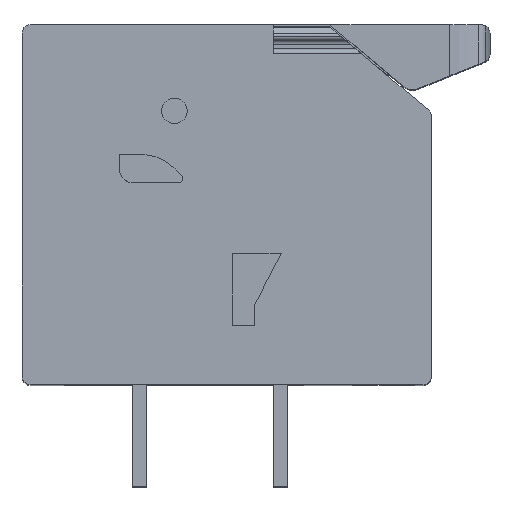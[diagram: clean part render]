
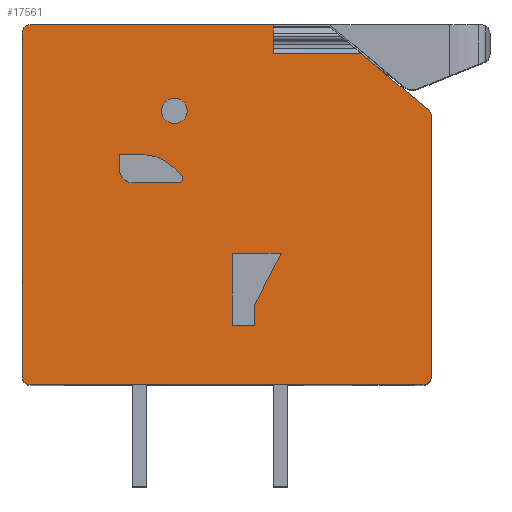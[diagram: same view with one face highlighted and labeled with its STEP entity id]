
A CAD part, top view. The second image highlights one B-rep face of the part: STEP entity #17561.
In plain terms, the highlighted planar face has unit normal (0, 0, 1).
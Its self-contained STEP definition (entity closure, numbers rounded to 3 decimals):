
#401=CIRCLE('',#18268,1.6);
#402=CIRCLE('',#18269,0.15);
#403=CIRCLE('',#18270,0.5);
#404=CIRCLE('',#18271,0.45);
#405=CIRCLE('',#18272,0.3);
#406=CIRCLE('',#18273,0.3);
#407=CIRCLE('',#18274,0.3);
#408=CIRCLE('',#18275,0.3);
#844=ORIENTED_EDGE('',*,*,#4736,.F.);
#845=ORIENTED_EDGE('',*,*,#4737,.F.);
#846=ORIENTED_EDGE('',*,*,#4738,.F.);
#847=ORIENTED_EDGE('',*,*,#4739,.F.);
#848=ORIENTED_EDGE('',*,*,#4740,.F.);
#849=ORIENTED_EDGE('',*,*,#4741,.F.);
#850=ORIENTED_EDGE('',*,*,#4742,.F.);
#851=ORIENTED_EDGE('',*,*,#4743,.F.);
#852=ORIENTED_EDGE('',*,*,#4744,.F.);
#853=ORIENTED_EDGE('',*,*,#4745,.T.);
#854=ORIENTED_EDGE('',*,*,#4746,.T.);
#855=ORIENTED_EDGE('',*,*,#4747,.T.);
#856=ORIENTED_EDGE('',*,*,#4748,.F.);
#857=ORIENTED_EDGE('',*,*,#4749,.T.);
#858=ORIENTED_EDGE('',*,*,#4750,.T.);
#859=ORIENTED_EDGE('',*,*,#4751,.T.);
#860=ORIENTED_EDGE('',*,*,#4752,.T.);
#861=ORIENTED_EDGE('',*,*,#4753,.T.);
#862=ORIENTED_EDGE('',*,*,#4754,.T.);
#863=ORIENTED_EDGE('',*,*,#4755,.T.);
#864=ORIENTED_EDGE('',*,*,#4756,.T.);
#865=ORIENTED_EDGE('',*,*,#4757,.T.);
#866=ORIENTED_EDGE('',*,*,#4758,.T.);
#867=ORIENTED_EDGE('',*,*,#4759,.F.);
#868=ORIENTED_EDGE('',*,*,#4760,.F.);
#869=ORIENTED_EDGE('',*,*,#4761,.F.);
#870=ORIENTED_EDGE('',*,*,#4762,.F.);
#871=ORIENTED_EDGE('',*,*,#4763,.F.);
#4736=EDGE_CURVE('',#6682,#6683,#7968,.T.);
#4737=EDGE_CURVE('',#6684,#6682,#7969,.T.);
#4738=EDGE_CURVE('',#6685,#6684,#401,.T.);
#4739=EDGE_CURVE('',#6686,#6685,#7970,.T.);
#4740=EDGE_CURVE('',#6687,#6686,#402,.T.);
#4741=EDGE_CURVE('',#6688,#6687,#7971,.T.);
#4742=EDGE_CURVE('',#6683,#6688,#403,.T.);
#4743=EDGE_CURVE('',#6689,#6689,#404,.T.);
#4744=EDGE_CURVE('',#6690,#6691,#7972,.T.);
#4745=EDGE_CURVE('',#6690,#6692,#7973,.T.);
#4746=EDGE_CURVE('',#6692,#6693,#7974,.T.);
#4747=EDGE_CURVE('',#6693,#6694,#7975,.T.);
#4748=EDGE_CURVE('',#6695,#6694,#7976,.T.);
#4749=EDGE_CURVE('',#6695,#6696,#7977,.T.);
#4750=EDGE_CURVE('',#6696,#6697,#7978,.T.);
#4751=EDGE_CURVE('',#6697,#6698,#405,.T.);
#4752=EDGE_CURVE('',#6698,#6699,#7979,.T.);
#4753=EDGE_CURVE('',#6699,#6700,#406,.T.);
#4754=EDGE_CURVE('',#6700,#6701,#7980,.T.);
#4755=EDGE_CURVE('',#6701,#6702,#407,.T.);
#4756=EDGE_CURVE('',#6702,#6703,#7981,.T.);
#4757=EDGE_CURVE('',#6703,#6704,#408,.T.);
#4758=EDGE_CURVE('',#6704,#6691,#7982,.T.);
#4759=EDGE_CURVE('',#6705,#6706,#7983,.T.);
#4760=EDGE_CURVE('',#6707,#6705,#7984,.T.);
#4761=EDGE_CURVE('',#6708,#6707,#7985,.T.);
#4762=EDGE_CURVE('',#6709,#6708,#7986,.T.);
#4763=EDGE_CURVE('',#6706,#6709,#7987,.T.);
#6682=VERTEX_POINT('',#23314);
#6683=VERTEX_POINT('',#23315);
#6684=VERTEX_POINT('',#23317);
#6685=VERTEX_POINT('',#23319);
#6686=VERTEX_POINT('',#23321);
#6687=VERTEX_POINT('',#23323);
#6688=VERTEX_POINT('',#23325);
#6689=VERTEX_POINT('',#23328);
#6690=VERTEX_POINT('',#23330);
#6691=VERTEX_POINT('',#23331);
#6692=VERTEX_POINT('',#23333);
#6693=VERTEX_POINT('',#23335);
#6694=VERTEX_POINT('',#23337);
#6695=VERTEX_POINT('',#23339);
#6696=VERTEX_POINT('',#23341);
#6697=VERTEX_POINT('',#23343);
#6698=VERTEX_POINT('',#23345);
#6699=VERTEX_POINT('',#23347);
#6700=VERTEX_POINT('',#23349);
#6701=VERTEX_POINT('',#23351);
#6702=VERTEX_POINT('',#23353);
#6703=VERTEX_POINT('',#23355);
#6704=VERTEX_POINT('',#23357);
#6705=VERTEX_POINT('',#23360);
#6706=VERTEX_POINT('',#23361);
#6707=VERTEX_POINT('',#23363);
#6708=VERTEX_POINT('',#23365);
#6709=VERTEX_POINT('',#23367);
#7968=LINE('',#23313,#9356);
#7969=LINE('',#23316,#9357);
#7970=LINE('',#23320,#9358);
#7971=LINE('',#23324,#9359);
#7972=LINE('',#23329,#9360);
#7973=LINE('',#23332,#9361);
#7974=LINE('',#23334,#9362);
#7975=LINE('',#23336,#9363);
#7976=LINE('',#23338,#9364);
#7977=LINE('',#23340,#9365);
#7978=LINE('',#23342,#9366);
#7979=LINE('',#23346,#9367);
#7980=LINE('',#23350,#9368);
#7981=LINE('',#23354,#9369);
#7982=LINE('',#23358,#9370);
#7983=LINE('',#23359,#9371);
#7984=LINE('',#23362,#9372);
#7985=LINE('',#23364,#9373);
#7986=LINE('',#23366,#9374);
#7987=LINE('',#23368,#9375);
#9356=VECTOR('',#19489,1000.);
#9357=VECTOR('',#19490,1000.);
#9358=VECTOR('',#19493,1000.);
#9359=VECTOR('',#19496,1000.);
#9360=VECTOR('',#19501,1000.);
#9361=VECTOR('',#19502,1000.);
#9362=VECTOR('',#19503,1000.);
#9363=VECTOR('',#19504,1000.);
#9364=VECTOR('',#19505,1000.);
#9365=VECTOR('',#19506,1000.);
#9366=VECTOR('',#19507,1000.);
#9367=VECTOR('',#19510,1000.);
#9368=VECTOR('',#19513,1000.);
#9369=VECTOR('',#19516,1000.);
#9370=VECTOR('',#19519,1000.);
#9371=VECTOR('',#19520,1000.);
#9372=VECTOR('',#19521,1000.);
#9373=VECTOR('',#19522,1000.);
#9374=VECTOR('',#19523,1000.);
#9375=VECTOR('',#19524,1000.);
#10744=EDGE_LOOP('',(#844,#845,#846,#847,#848,#849,#850));
#10745=EDGE_LOOP('',(#851));
#10746=EDGE_LOOP('',(#852,#853,#854,#855,#856,#857,#858,#859,#860,#861,
#862,#863,#864,#865,#866));
#10747=EDGE_LOOP('',(#867,#868,#869,#870,#871));
#11484=FACE_BOUND('',#10744,.T.);
#11485=FACE_BOUND('',#10745,.T.);
#11486=FACE_BOUND('',#10746,.T.);
#11487=FACE_BOUND('',#10747,.T.);
#12224=PLANE('',#18267);
#17561=ADVANCED_FACE('',(#11484,#11485,#11486,#11487),#12224,.T.);
#18267=AXIS2_PLACEMENT_3D('',#23312,#19487,#19488);
#18268=AXIS2_PLACEMENT_3D('',#23318,#19491,#19492);
#18269=AXIS2_PLACEMENT_3D('',#23322,#19494,#19495);
#18270=AXIS2_PLACEMENT_3D('',#23326,#19497,#19498);
#18271=AXIS2_PLACEMENT_3D('',#23327,#19499,#19500);
#18272=AXIS2_PLACEMENT_3D('',#23344,#19508,#19509);
#18273=AXIS2_PLACEMENT_3D('',#23348,#19511,#19512);
#18274=AXIS2_PLACEMENT_3D('',#23352,#19514,#19515);
#18275=AXIS2_PLACEMENT_3D('',#23356,#19517,#19518);
#19487=DIRECTION('',(0.,0.,1.));
#19488=DIRECTION('',(1.,0.,0.));
#19489=DIRECTION('',(0.,-1.,0.));
#19490=DIRECTION('',(-1.,0.,0.));
#19491=DIRECTION('',(0.,0.,1.));
#19492=DIRECTION('',(1.,0.,0.));
#19493=DIRECTION('',(-0.707,0.707,0.));
#19494=DIRECTION('',(0.,0.,1.));
#19495=DIRECTION('',(1.,0.,0.));
#19496=DIRECTION('',(1.,0.,0.));
#19497=DIRECTION('',(0.,0.,1.));
#19498=DIRECTION('',(1.,0.,0.));
#19499=DIRECTION('',(0.,0.,1.));
#19500=DIRECTION('',(1.,0.,0.));
#19501=DIRECTION('',(1.,0.,0.));
#19502=DIRECTION('',(0.,1.,0.));
#19503=DIRECTION('',(1.,0.,0.));
#19504=DIRECTION('',(-0.766,0.643,0.));
#19505=DIRECTION('',(1.,0.,0.));
#19506=DIRECTION('',(0.,1.,0.));
#19507=DIRECTION('',(-1.,0.,0.));
#19508=DIRECTION('',(0.,0.,1.));
#19509=DIRECTION('',(1.,0.,0.));
#19510=DIRECTION('',(0.,-1.,0.));
#19511=DIRECTION('',(0.,0.,1.));
#19512=DIRECTION('',(1.,0.,0.));
#19513=DIRECTION('',(1.,0.,0.));
#19514=DIRECTION('',(0.,0.,1.));
#19515=DIRECTION('',(1.,0.,0.));
#19516=DIRECTION('',(0.,1.,0.));
#19517=DIRECTION('',(0.,0.,1.));
#19518=DIRECTION('',(1.,0.,0.));
#19519=DIRECTION('',(-0.766,0.643,0.));
#19520=DIRECTION('',(0.,-1.,0.));
#19521=DIRECTION('',(-1.,0.,0.));
#19522=DIRECTION('',(0.461,0.888,0.));
#19523=DIRECTION('',(0.,1.,0.));
#19524=DIRECTION('',(1.,0.,0.));
#23312=CARTESIAN_POINT('',(-8.85,0.3,17.5));
#23313=CARTESIAN_POINT('',(-5.7,8.15,17.5));
#23314=CARTESIAN_POINT('',(-5.7,8.15,17.5));
#23315=CARTESIAN_POINT('',(-5.7,7.65,17.5));
#23316=CARTESIAN_POINT('',(-4.9,8.15,17.5));
#23317=CARTESIAN_POINT('',(-4.9,8.15,17.5));
#23318=CARTESIAN_POINT('',(-4.9,6.55,17.5));
#23319=CARTESIAN_POINT('',(-3.768,7.681,17.5));
#23320=CARTESIAN_POINT('',(-3.493,7.406,17.5));
#23321=CARTESIAN_POINT('',(-3.493,7.406,17.5));
#23322=CARTESIAN_POINT('',(-3.599,7.3,17.5));
#23323=CARTESIAN_POINT('',(-3.599,7.15,17.5));
#23324=CARTESIAN_POINT('',(-5.2,7.15,17.5));
#23325=CARTESIAN_POINT('',(-5.2,7.15,17.5));
#23326=CARTESIAN_POINT('',(-5.2,7.65,17.5));
#23327=CARTESIAN_POINT('',(-3.75,9.7,17.5));
#23328=CARTESIAN_POINT('',(-3.3,9.7,17.5));
#23329=CARTESIAN_POINT('',(-8.85,11.75,17.5));
#23330=CARTESIAN_POINT('',(-0.25,11.75,17.5));
#23331=CARTESIAN_POINT('',(2.847,11.75,17.5));
#23332=CARTESIAN_POINT('',(-0.25,0.3,17.5));
#23333=CARTESIAN_POINT('',(-0.25,12.343,17.5));
#23334=CARTESIAN_POINT('',(-0.25,12.343,17.5));
#23335=CARTESIAN_POINT('',(2.141,12.343,17.5));
#23336=CARTESIAN_POINT('',(5.243,9.74,17.5));
#23337=CARTESIAN_POINT('',(2.137,12.346,17.5));
#23338=CARTESIAN_POINT('',(-0.25,12.346,17.5));
#23339=CARTESIAN_POINT('',(-0.25,12.346,17.5));
#23340=CARTESIAN_POINT('',(-0.25,0.3,17.5));
#23341=CARTESIAN_POINT('',(-0.25,12.75,17.5));
#23342=CARTESIAN_POINT('',(1.656,12.75,17.5));
#23343=CARTESIAN_POINT('',(-8.85,12.75,17.5));
#23344=CARTESIAN_POINT('',(-8.85,12.45,17.5));
#23345=CARTESIAN_POINT('',(-9.15,12.45,17.5));
#23346=CARTESIAN_POINT('',(-9.15,12.45,17.5));
#23347=CARTESIAN_POINT('',(-9.15,0.3,17.5));
#23348=CARTESIAN_POINT('',(-8.85,0.3,17.5));
#23349=CARTESIAN_POINT('',(-8.85,0.,17.5));
#23350=CARTESIAN_POINT('',(-8.85,0.,17.5));
#23351=CARTESIAN_POINT('',(5.05,0.,17.5));
#23352=CARTESIAN_POINT('',(5.05,0.3,17.5));
#23353=CARTESIAN_POINT('',(5.35,0.3,17.5));
#23354=CARTESIAN_POINT('',(5.35,0.3,17.5));
#23355=CARTESIAN_POINT('',(5.35,9.51,17.5));
#23356=CARTESIAN_POINT('',(5.05,9.51,17.5));
#23357=CARTESIAN_POINT('',(5.243,9.74,17.5));
#23358=CARTESIAN_POINT('',(5.243,9.74,17.5));
#23359=CARTESIAN_POINT('',(-1.7,4.65,17.5));
#23360=CARTESIAN_POINT('',(-1.7,4.65,17.5));
#23361=CARTESIAN_POINT('',(-1.7,2.1,17.5));
#23362=CARTESIAN_POINT('',(0.034,4.65,17.5));
#23363=CARTESIAN_POINT('',(0.034,4.65,17.5));
#23364=CARTESIAN_POINT('',(-0.9,2.85,17.5));
#23365=CARTESIAN_POINT('',(-0.9,2.85,17.5));
#23366=CARTESIAN_POINT('',(-0.9,2.1,17.5));
#23367=CARTESIAN_POINT('',(-0.9,2.1,17.5));
#23368=CARTESIAN_POINT('',(-1.7,2.1,17.5));
